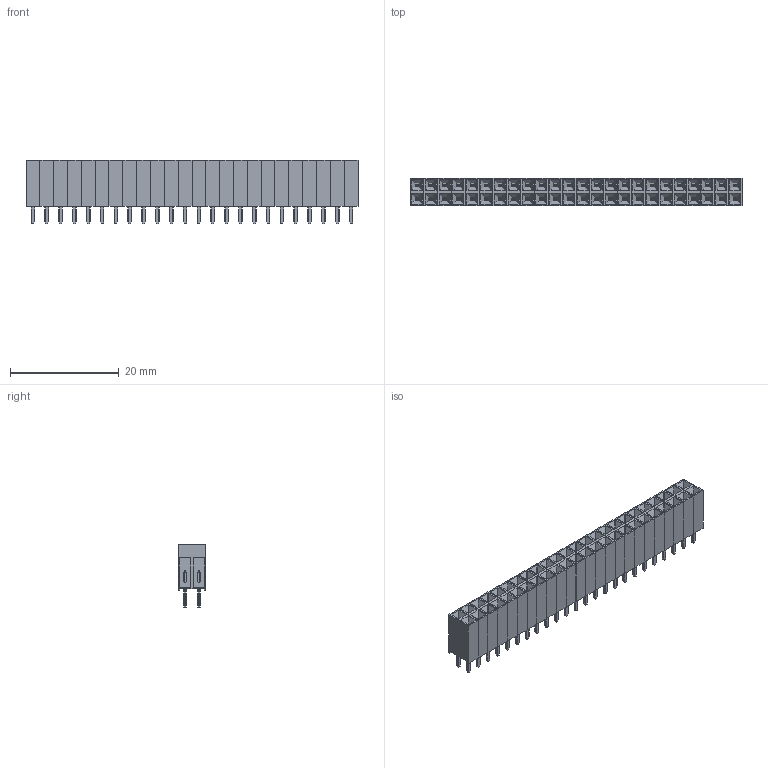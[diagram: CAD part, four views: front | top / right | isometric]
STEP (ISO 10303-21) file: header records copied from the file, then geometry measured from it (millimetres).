
FILE_DESCRIPTION(/* description */ (''),/* implementation_level */ '2;1');
FILE_NAME(/* name */ 'Female Pin Header 02x24.stp',/* time_stamp */ '2019-11-24T09:26:19+01:00',/* author */ ('Bernd das Brot'),/* organization */ (''),/* preprocessor_version */ 'ST-DEVELOPER v18',/* originating_system */ 'Autodesk Inventor 2020',/* authorisation */ '');
FILE_SCHEMA (('AUTOMOTIVE_DESIGN { 1 0 10303 214 3 1 1 }'));
Length unit declared in the file: millimetre
Products named in the file (2): Female Pin Header 02x24; Female Pin Header 2x
Assembly tree (24 placements, depth 2):
  Female Pin Header 02x24
    Female Pin Header 2x  x24
Bounding box: 60.96 x 5.08 x 11.7 mm (x, y, z)
Volume: 1348.6 mm3; surface area: 7906.1 mm2
Topology: 24 solids, 24 shells, 6960 faces, 16032 edges, 9024 vertices
Faces by surface type: cylinder 3216, plane 1920, sphere 960, torus 672, bspline 192
Entity records: 8745 total; most frequent: CARTESIAN_POINT 1592, DIRECTION 1572, ORIENTED_EDGE 1320, EDGE_CURVE 660, AXIS2_PLACEMENT_3D 612, VERTEX_POINT 376, LINE 348, VECTOR 348
